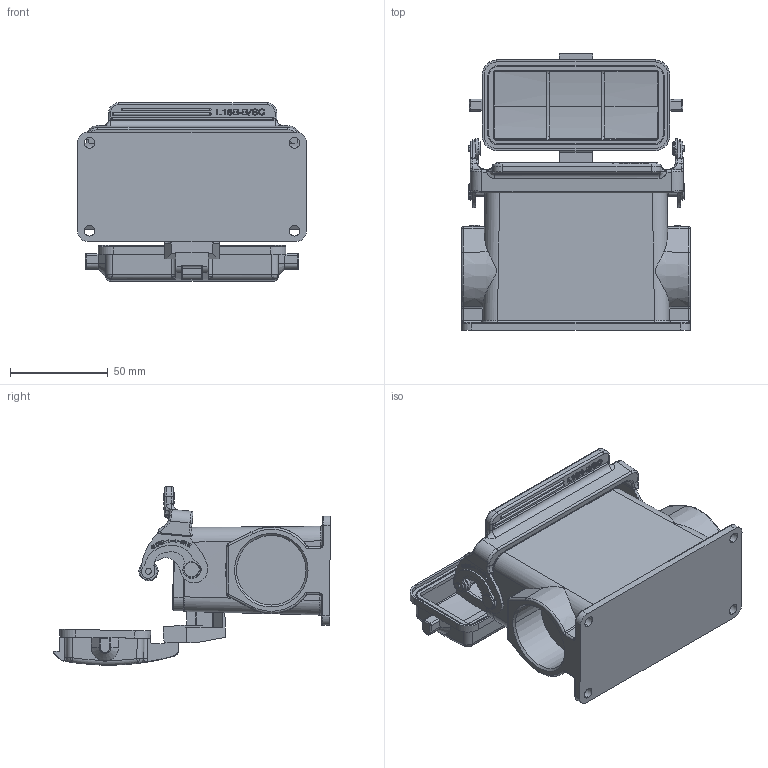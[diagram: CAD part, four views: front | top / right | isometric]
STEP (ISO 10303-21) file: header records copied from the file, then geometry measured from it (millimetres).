
FILE_DESCRIPTION(/* description */ (''),/* implementation_level */ '2;1');
FILE_NAME(/* name */ '3D_1240162615004_HV16B-SFH-1L_SC-CV-M32_V1.1.stp',/* time_stamp */ '2024-01-03T13:55:25+08:00',/* author */ (''),/* organization */ (''),/* preprocessor_version */ 'ST-DEVELOPER v18.1',/* originating_system */ 'SIEMENS PLM Software NX 1980',/* authorisation */ '');
FILE_SCHEMA (('AUTOMOTIVE_DESIGN { 1 0 10303 214 3 1 1 1 }'));
Products named in the file (1): 145913980AD9o0x0
Bounding box: 117.01 x 141.71 x 91.4 mm (x, y, z)
Volume: 166218.6 mm3; surface area: 88808.6 mm2
Topology: 2 solids, 6 shells, 1310 faces, 3557 edges, 2297 vertices
Faces by surface type: plane 555, cylinder 521, torus 89, bspline 54, extrusion 36, cone 33, sphere 22
Entity records: 57615 total; most frequent: CARTESIAN_POINT 22254, ORIENTED_EDGE 7004, DIRECTION 5526, EDGE_CURVE 3505, VERTEX_POINT 2292, AXIS2_PLACEMENT_3D 2016, VECTOR 1494, LINE 1458
